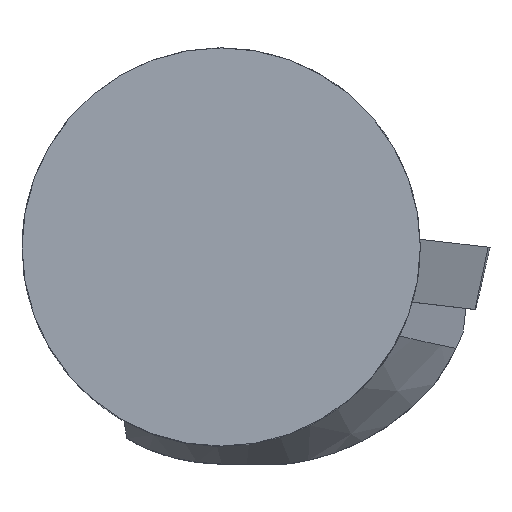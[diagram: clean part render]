
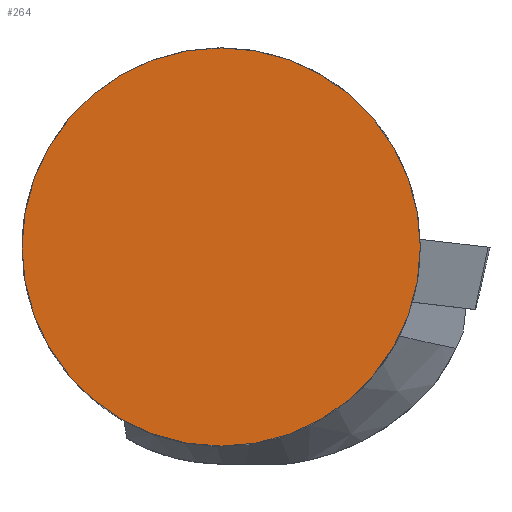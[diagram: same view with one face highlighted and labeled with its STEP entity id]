
A CAD part, top view. The second image highlights one B-rep face of the part: STEP entity #264.
In plain terms, the highlighted planar face has unit normal (0, 0, 1).
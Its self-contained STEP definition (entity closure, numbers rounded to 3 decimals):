
#228=FACE_OUTER_BOUND('',#364,.T.);
#264=ADVANCED_FACE('',(#228),#298,.T.);
#298=PLANE('',#869);
#364=EDGE_LOOP('',(#446));
#446=ORIENTED_EDGE('',*,*,#679,.T.);
#608=VERTEX_POINT('',#1239);
#679=EDGE_CURVE('',#608,#608,#756,.T.);
#756=CIRCLE('',#868,12.5);
#868=AXIS2_PLACEMENT_3D('',#1238,#1006,#1007);
#869=AXIS2_PLACEMENT_3D('',#1240,#1008,#1009);
#1006=DIRECTION('',(0.,0.,1.));
#1007=DIRECTION('',(1.,0.,0.));
#1008=DIRECTION('',(0.,0.,1.));
#1009=DIRECTION('',(1.,0.,0.));
#1238=CARTESIAN_POINT('',(0.,0.,0.));
#1239=CARTESIAN_POINT('',(12.5,0.,0.));
#1240=CARTESIAN_POINT('',(0.,0.,0.));
